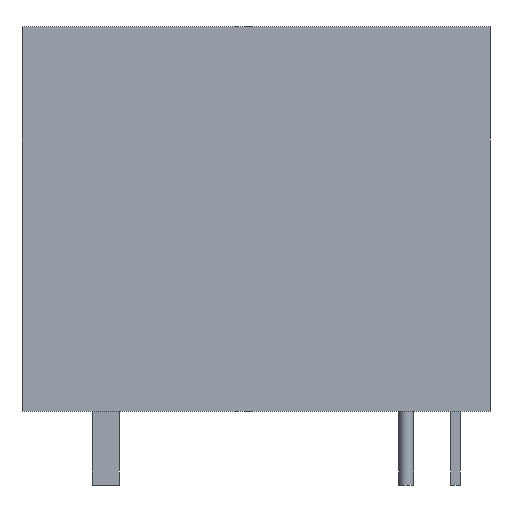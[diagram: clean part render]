
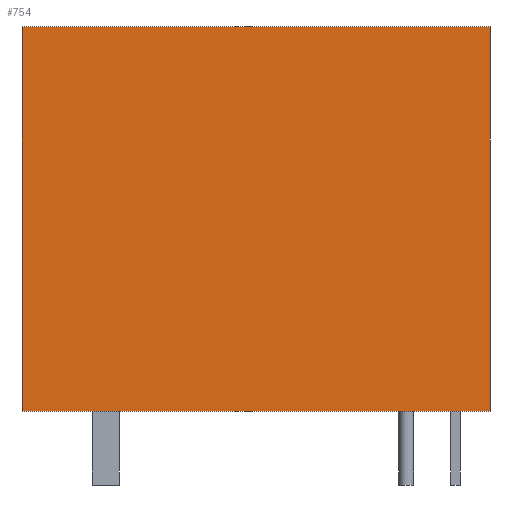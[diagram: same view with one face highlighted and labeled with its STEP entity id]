
A CAD part, front view. The second image highlights one B-rep face of the part: STEP entity #754.
In plain terms, the highlighted planar face has unit normal (0, -1, 0).
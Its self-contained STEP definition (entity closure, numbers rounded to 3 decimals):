
#729 = VERTEX_POINT('',#730);
#730 = CARTESIAN_POINT('',(9.5,-7.7,15.6));
#736 = EDGE_CURVE('',#737,#729,#739,.T.);
#737 = VERTEX_POINT('',#738);
#738 = CARTESIAN_POINT('',(9.5,-7.7,0.));
#739 = LINE('',#740,#741);
#740 = CARTESIAN_POINT('',(9.5,-7.7,0.));
#741 = VECTOR('',#742,1.);
#742 = DIRECTION('',(0.,0.,1.));
#754 = ADVANCED_FACE('',(#755),#780,.T.);
#755 = FACE_BOUND('',#756,.T.);
#756 = EDGE_LOOP('',(#757,#758,#766,#774));
#757 = ORIENTED_EDGE('',*,*,#736,.T.);
#758 = ORIENTED_EDGE('',*,*,#759,.T.);
#759 = EDGE_CURVE('',#729,#760,#762,.T.);
#760 = VERTEX_POINT('',#761);
#761 = CARTESIAN_POINT('',(-9.5,-7.7,15.6));
#762 = LINE('',#763,#764);
#763 = CARTESIAN_POINT('',(9.5,-7.7,15.6));
#764 = VECTOR('',#765,1.);
#765 = DIRECTION('',(-1.,0.,0.));
#766 = ORIENTED_EDGE('',*,*,#767,.F.);
#767 = EDGE_CURVE('',#768,#760,#770,.T.);
#768 = VERTEX_POINT('',#769);
#769 = CARTESIAN_POINT('',(-9.5,-7.7,0.));
#770 = LINE('',#771,#772);
#771 = CARTESIAN_POINT('',(-9.5,-7.7,0.));
#772 = VECTOR('',#773,1.);
#773 = DIRECTION('',(0.,0.,1.));
#774 = ORIENTED_EDGE('',*,*,#775,.F.);
#775 = EDGE_CURVE('',#737,#768,#776,.T.);
#776 = LINE('',#777,#778);
#777 = CARTESIAN_POINT('',(9.5,-7.7,0.));
#778 = VECTOR('',#779,1.);
#779 = DIRECTION('',(-1.,0.,0.));
#780 = PLANE('',#781);
#781 = AXIS2_PLACEMENT_3D('',#782,#783,#784);
#782 = CARTESIAN_POINT('',(9.5,-7.7,0.));
#783 = DIRECTION('',(0.,-1.,0.));
#784 = DIRECTION('',(-1.,0.,0.));
